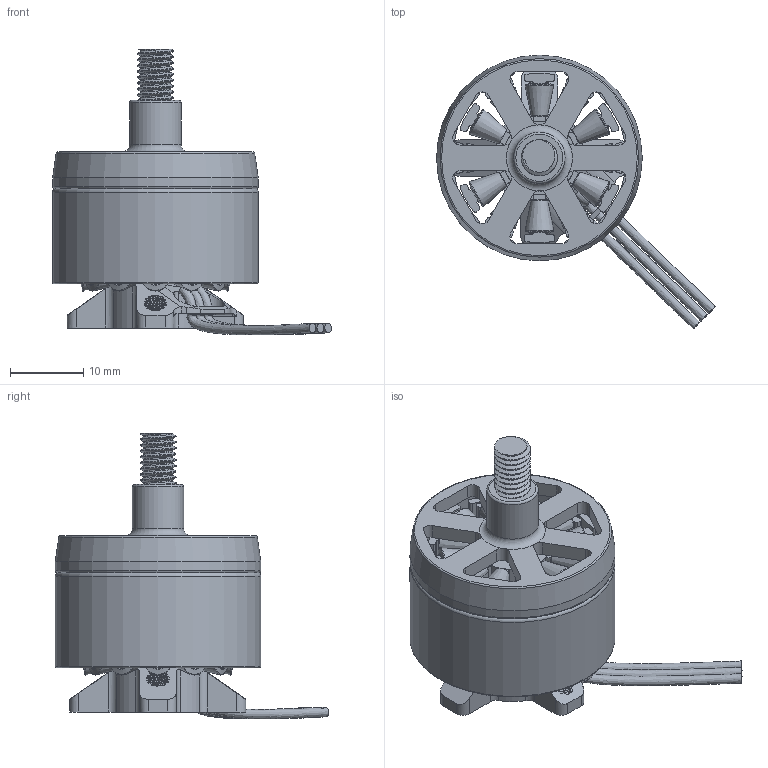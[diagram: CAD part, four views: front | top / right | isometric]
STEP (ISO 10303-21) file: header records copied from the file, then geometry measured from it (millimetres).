
FILE_DESCRIPTION(/* description */ (''),/* implementation_level */ '2;1');
FILE_NAME(/* name */ 'motor v4.step',/* time_stamp */ '2016-05-02T17:08:23+04:00',/* author */ (''),/* organization */ (''),/* preprocessor_version */ 'ST-DEVELOPER v16.2',/* originating_system */ 'Autodesk Translation Framework v4.3.0.3010',/* authorisation */ '');
FILE_SCHEMA (('AUTOMOTIVE_DESIGN { 1 0 10303 214 3 1 1 }'));
Length unit declared in the file: centimetre
Products named in the file (1): motor v4
Bounding box: 37.97 x 37.25 x 38.94 mm (x, y, z)
Volume: 8745.3 mm3; surface area: 16809.4 mm2
Topology: 33 solids, 33 shells, 871 faces, 2397 edges, 1491 vertices
Faces by surface type: cylinder 365, plane 293, torus 83, cone 73, bspline 57
Full cylindrical faces by diameter (mm): 3 x1, 3.1 x2, 7 x1, 10 x2, 26 x2, 28 x2
Entity records: 35995 total; most frequent: CARTESIAN_POINT 14075, ORIENTED_EDGE 4752, DIRECTION 4523, EDGE_CURVE 2376, AXIS2_PLACEMENT_3D 1764, VERTEX_POINT 1490, LINE 995, VECTOR 995
